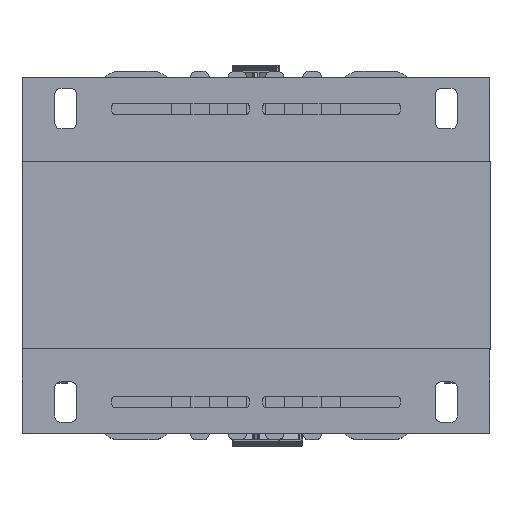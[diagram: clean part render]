
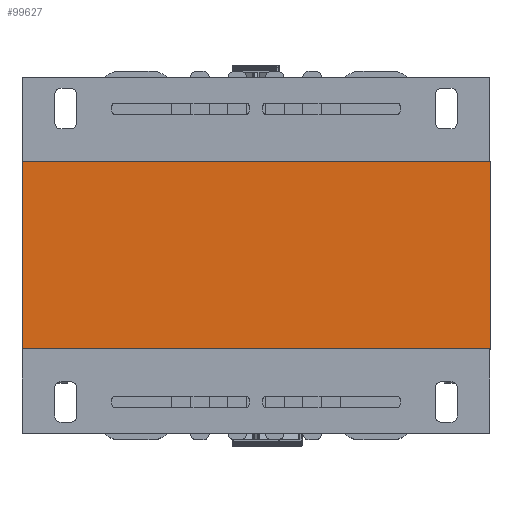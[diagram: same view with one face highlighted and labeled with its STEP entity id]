
A CAD part, top view. The second image highlights one B-rep face of the part: STEP entity #99627.
In plain terms, the highlighted planar face has unit normal (0, 0, 1).
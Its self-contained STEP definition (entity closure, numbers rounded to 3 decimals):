
#2893=FACE_OUTER_BOUND('',#7970,.T.);
#7970=EDGE_LOOP('',(#62038,#62039,#62040,#62041));
#13272=LINE('',#136918,#25885);
#13294=LINE('',#136970,#25907);
#13297=LINE('',#136976,#25910);
#13298=LINE('',#136977,#25911);
#25885=VECTOR('',#111456,10.);
#25907=VECTOR('',#111496,1.);
#25910=VECTOR('',#111501,1.);
#25911=VECTOR('',#111502,1.);
#38498=VERTEX_POINT('',#136916);
#38499=VERTEX_POINT('',#136917);
#38520=VERTEX_POINT('',#136969);
#38522=VERTEX_POINT('',#136975);
#47783=EDGE_CURVE('',#38498,#38499,#13272,.T.);
#47809=EDGE_CURVE('',#38499,#38520,#13294,.T.);
#47812=EDGE_CURVE('',#38498,#38522,#13297,.T.);
#47813=EDGE_CURVE('',#38522,#38520,#13298,.T.);
#62038=ORIENTED_EDGE('',*,*,#47783,.F.);
#62039=ORIENTED_EDGE('',*,*,#47812,.T.);
#62040=ORIENTED_EDGE('',*,*,#47813,.T.);
#62041=ORIENTED_EDGE('',*,*,#47809,.F.);
#90446=PLANE('',#105037);
#99627=ADVANCED_FACE('',(#2893),#90446,.T.);
#105037=AXIS2_PLACEMENT_3D('',#136974,#111499,#111500);
#111456=DIRECTION('',(1.,0.,0.));
#111496=DIRECTION('',(0.,-1.,0.));
#111499=DIRECTION('center_axis',(0.,0.,1.));
#111500=DIRECTION('ref_axis',(0.,-1.,0.));
#111501=DIRECTION('',(0.,-1.,0.));
#111502=DIRECTION('',(1.,0.,0.));
#136916=CARTESIAN_POINT('',(615.285,-284.691,87.5));
#136917=CARTESIAN_POINT('',(765.285,-284.691,87.5));
#136918=CARTESIAN_POINT('',(652.785,-284.691,87.5));
#136969=CARTESIAN_POINT('',(765.285,-344.691,87.5));
#136970=CARTESIAN_POINT('',(765.285,-244.691,87.5));
#136974=CARTESIAN_POINT('Origin',(615.285,-244.691,87.5));
#136975=CARTESIAN_POINT('',(615.285,-344.691,87.5));
#136976=CARTESIAN_POINT('',(615.285,-244.691,87.5));
#136977=CARTESIAN_POINT('',(765.285,-344.691,87.5));
